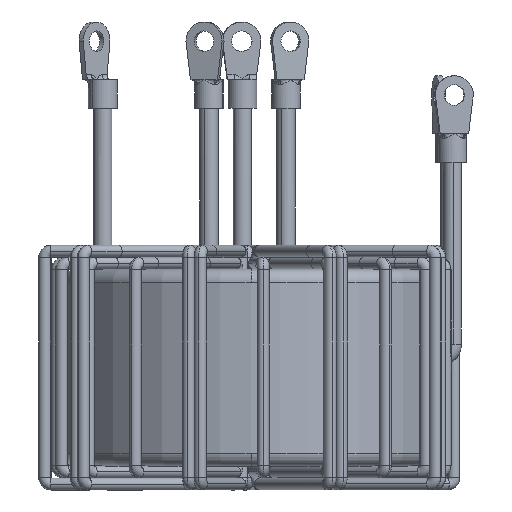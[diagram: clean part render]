
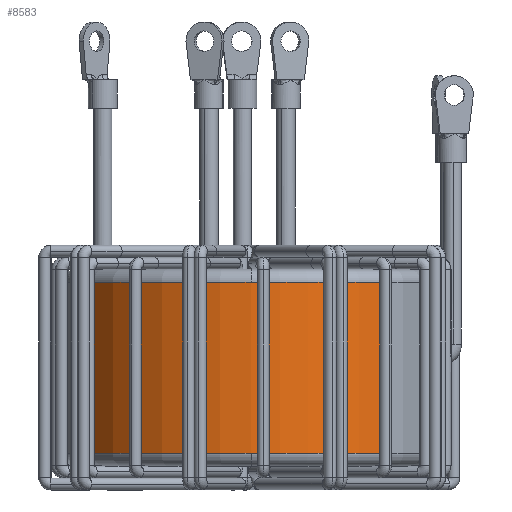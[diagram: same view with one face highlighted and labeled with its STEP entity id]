
A CAD part, front view. The second image highlights one B-rep face of the part: STEP entity #8583.
In plain terms, the highlighted cylindrical face has radius 39.4 mm (diameter 78.8 mm), a partial arc.
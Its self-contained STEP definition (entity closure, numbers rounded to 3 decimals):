
#218 = VERTEX_POINT ( 'NONE', #10070 ) ;
#359 = CARTESIAN_POINT ( 'NONE',  ( 0., 0., -38.3 ) ) ;
#1119 = DIRECTION ( 'NONE',  ( 0., 0., -1. ) ) ;
#1751 = LINE ( 'NONE', #23561, #4818 ) ;
#1870 = DIRECTION ( 'NONE',  ( 0., 0., -1. ) ) ;
#2082 = VERTEX_POINT ( 'NONE', #11395 ) ;
#2348 = ORIENTED_EDGE ( 'NONE', *, *, #2728, .T. ) ;
#2422 = FACE_OUTER_BOUND ( 'NONE', #10479, .T. ) ;
#2441 = EDGE_CURVE ( 'NONE', #22261, #218, #3456, .T. ) ;
#2520 = AXIS2_PLACEMENT_3D ( 'NONE', #26250, #18781, #28712 ) ;
#2728 = EDGE_CURVE ( 'NONE', #25067, #6786, #22997, .T. ) ;
#3456 = CIRCLE ( 'NONE', #30548, 39.4 ) ;
#4818 = VECTOR ( 'NONE', #1119, 1000. ) ;
#5388 = DIRECTION ( 'NONE',  ( 0., 0., 1. ) ) ;
#6786 = VERTEX_POINT ( 'NONE', #23774 ) ;
#7321 = ORIENTED_EDGE ( 'NONE', *, *, #31596, .T. ) ;
#7703 = DIRECTION ( 'NONE',  ( 0., 0., -1. ) ) ;
#7829 = CIRCLE ( 'NONE', #20076, 39.4 ) ;
#8583 = ADVANCED_FACE ( 'NONE', ( #2422 ), #14259, .T. ) ;
#9059 = DIRECTION ( 'NONE',  ( 0., -1., 0. ) ) ;
#9906 = CARTESIAN_POINT ( 'NONE',  ( 0., 0., -38.3 ) ) ;
#10070 = CARTESIAN_POINT ( 'NONE',  ( 27.127, -28.574, -38.3 ) ) ;
#10224 = CARTESIAN_POINT ( 'NONE',  ( 0., -39.4, -2.7 ) ) ;
#10479 = EDGE_LOOP ( 'NONE', ( #30222, #2348, #25371, #7321, #23583, #23681 ) ) ;
#11395 = CARTESIAN_POINT ( 'NONE',  ( -32.851, -21.753, -38.3 ) ) ;
#11517 = AXIS2_PLACEMENT_3D ( 'NONE', #17904, #7703, #25450 ) ;
#12356 = DIRECTION ( 'NONE',  ( 0., -1., 0. ) ) ;
#12895 = DIRECTION ( 'NONE',  ( 0., -1., 0. ) ) ;
#13329 = CARTESIAN_POINT ( 'NONE',  ( -32.851, -21.753, -20.5 ) ) ;
#13598 = CIRCLE ( 'NONE', #29862, 39.4 ) ;
#14259 = CYLINDRICAL_SURFACE ( 'NONE', #11517, 39.4 ) ;
#17360 = EDGE_CURVE ( 'NONE', #28983, #25067, #7829, .T. ) ;
#17904 = CARTESIAN_POINT ( 'NONE',  ( 0., 0., 0. ) ) ;
#18781 = DIRECTION ( 'NONE',  ( 0., 0., -1. ) ) ;
#20076 = AXIS2_PLACEMENT_3D ( 'NONE', #26618, #23785, #9059 ) ;
#20879 = VECTOR ( 'NONE', #1870, 1000. ) ;
#21329 = CARTESIAN_POINT ( 'NONE',  ( 27.127, -28.574, -2.7 ) ) ;
#22261 = VERTEX_POINT ( 'NONE', #23113 ) ;
#22370 = EDGE_CURVE ( 'NONE', #6786, #2082, #25145, .T. ) ;
#22997 = CIRCLE ( 'NONE', #2520, 39.4 ) ;
#23113 = CARTESIAN_POINT ( 'NONE',  ( 0., -39.4, -38.3 ) ) ;
#23561 = CARTESIAN_POINT ( 'NONE',  ( 27.127, -28.574, -20.5 ) ) ;
#23583 = ORIENTED_EDGE ( 'NONE', *, *, #2441, .T. ) ;
#23681 = ORIENTED_EDGE ( 'NONE', *, *, #31219, .F. ) ;
#23774 = CARTESIAN_POINT ( 'NONE',  ( -32.851, -21.753, -2.7 ) ) ;
#23785 = DIRECTION ( 'NONE',  ( 0., 0., -1. ) ) ;
#25067 = VERTEX_POINT ( 'NONE', #10224 ) ;
#25145 = LINE ( 'NONE', #13329, #20879 ) ;
#25371 = ORIENTED_EDGE ( 'NONE', *, *, #22370, .T. ) ;
#25450 = DIRECTION ( 'NONE',  ( 0., 1., 0. ) ) ;
#26250 = CARTESIAN_POINT ( 'NONE',  ( 0., 0., -2.7 ) ) ;
#26618 = CARTESIAN_POINT ( 'NONE',  ( 0., 0., -2.7 ) ) ;
#27148 = DIRECTION ( 'NONE',  ( 0., 0., 1. ) ) ;
#28712 = DIRECTION ( 'NONE',  ( 0., -1., 0. ) ) ;
#28983 = VERTEX_POINT ( 'NONE', #21329 ) ;
#29862 = AXIS2_PLACEMENT_3D ( 'NONE', #359, #5388, #12895 ) ;
#30222 = ORIENTED_EDGE ( 'NONE', *, *, #17360, .T. ) ;
#30548 = AXIS2_PLACEMENT_3D ( 'NONE', #9906, #27148, #12356 ) ;
#31219 = EDGE_CURVE ( 'NONE', #28983, #218, #1751, .T. ) ;
#31596 = EDGE_CURVE ( 'NONE', #2082, #22261, #13598, .T. ) ;
